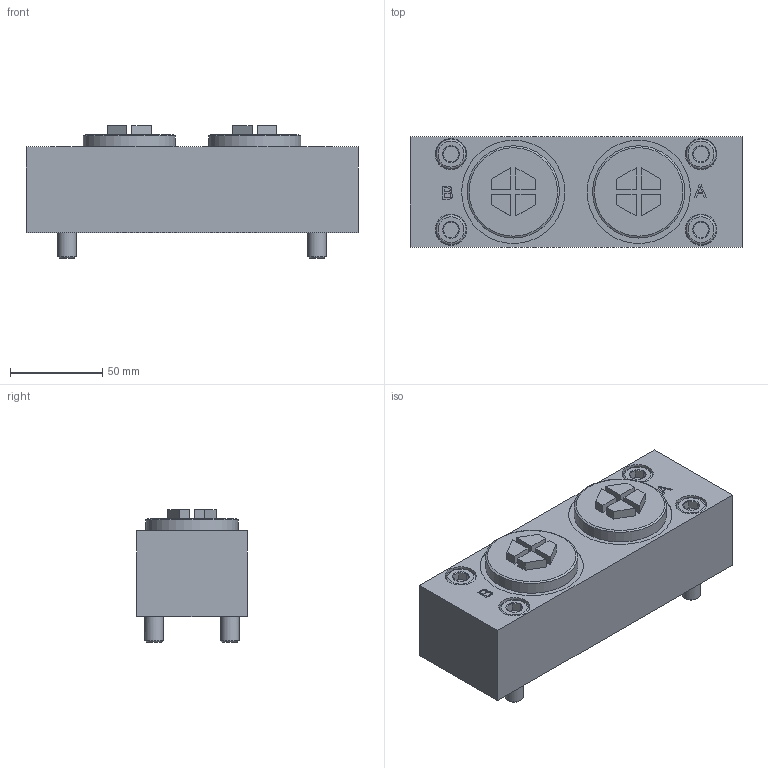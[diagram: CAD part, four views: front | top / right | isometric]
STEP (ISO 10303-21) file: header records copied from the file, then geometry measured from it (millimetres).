
FILE_DESCRIPTION(/* description */ ('Unknown'),/* implementation_level */ '2;1');
FILE_NAME(/* name */ 'AP-2230-574_STEP',/* time_stamp */ '2022-01-06T08:21:19+01:00',/* author */ ('Unknown'),/* organization */ ('Unknown'),/* preprocessor_version */ 'ST-DEVELOPER v16.7',/* originating_system */ 'DEX',/* authorisation */ $);
FILE_SCHEMA (('AUTOMOTIVE_DESIGN {1 0 10303 214 3 1 1}'));
Length unit declared in the file: millimetre
Products named in the file (8): 1435642_AUFBAUPLATTE AP22 TYP BSP_000211821; 1444765_AUFBAUPLATTE AP22 TYP SAE_000211818_oa_0; Schraube  AAA 1097 Screw_DIN_912_M10x50_12.9_oa_1; Schraube  AAA 1097 Screw_DIN_912_M10x50_12.9_oa_2; Schraube  AAA 1097 Screw_DIN_912_M10x50_12.9_oa_3; Schraube  AAA 1097 Screw_DIN_912_M10x50_12.9_oa_4; 1441720_KUNSTSTOFF SCHRAUBSTOPFEN_000195468_oa_5; 1441720_KUNSTSTOFF SCHRAUBSTOPFEN_000195468_oa_6
Assembly tree (7 placements, depth 2):
  1435642_AUFBAUPLATTE AP22 TYP BSP_000211821
    1444765_AUFBAUPLATTE AP22 TYP SAE_000211818_oa_0
    Schraube  AAA 1097 Screw_DIN_912_M10x50_12.9_oa_1
    Schraube  AAA 1097 Screw_DIN_912_M10x50_12.9_oa_2
    Schraube  AAA 1097 Screw_DIN_912_M10x50_12.9_oa_3
    Schraube  AAA 1097 Screw_DIN_912_M10x50_12.9_oa_4
    1441720_KUNSTSTOFF SCHRAUBSTOPFEN_000195468_oa_5
    1441720_KUNSTSTOFF SCHRAUBSTOPFEN_000195468_oa_6
Bounding box: 180 x 60 x 72 mm (x, y, z)
Volume: 196663.5 mm3; surface area: 97981.1 mm2
Topology: 13 solids, 13 shells, 226 faces, 547 edges, 364 vertices
Faces by surface type: plane 146, cone 36, cylinder 30, torus 8, bspline 6
Full cylindrical faces by diameter (mm): 10 x4, 10.5 x4, 16 x4, 17 x4, 22 x2, 35.2 x2, 38.952 x2, 41.7 x2, 50 x2, 56 x2
Entity records: 7756 total; most frequent: CARTESIAN_POINT 1593, DIRECTION 981, ORIENTED_EDGE 962, EDGE_CURVE 481, AXIS2_PLACEMENT_3D 344, VERTEX_POINT 342, FACE_BOUND 309, EDGE_LOOP 307
